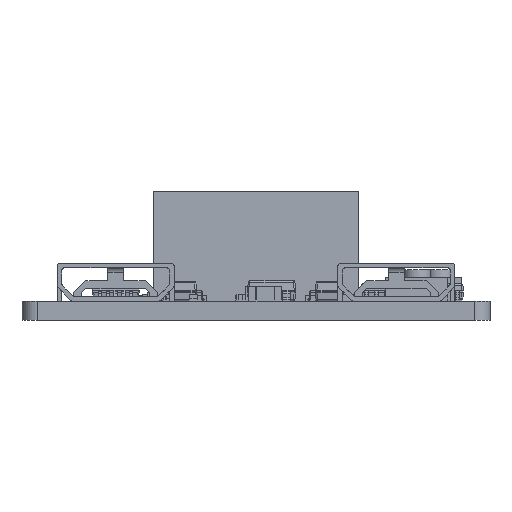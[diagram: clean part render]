
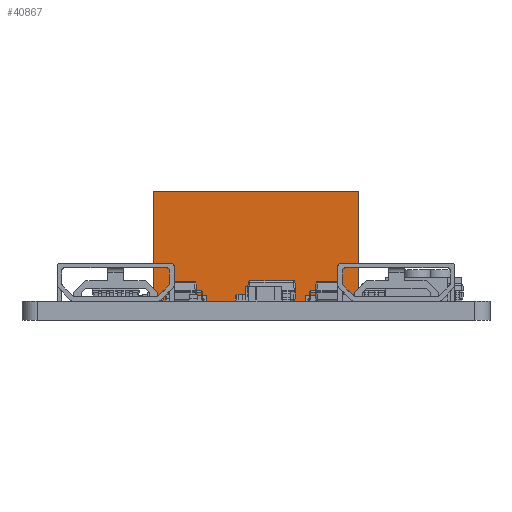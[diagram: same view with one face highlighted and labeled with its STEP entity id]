
A CAD part, left-side view. The second image highlights one B-rep face of the part: STEP entity #40867.
In plain terms, the highlighted face is planar.
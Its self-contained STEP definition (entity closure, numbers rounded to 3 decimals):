
#40019 = VERTEX_POINT('',#40020);
#40020 = CARTESIAN_POINT('',(-1.315,0.,-6.8));
#40028 = EDGE_CURVE('',#40029,#40019,#40031,.T.);
#40029 = VERTEX_POINT('',#40030);
#40030 = CARTESIAN_POINT('',(-1.315,0.33,-6.8));
#40031 = LINE('',#40032,#40033);
#40032 = CARTESIAN_POINT('',(-1.315,0.,-6.8));
#40033 = VECTOR('',#40034,1.);
#40034 = DIRECTION('',(0.,-1.,0.));
#40090 = VERTEX_POINT('',#40091);
#40091 = CARTESIAN_POINT('',(-0.685,0.,-6.8));
#40099 = VERTEX_POINT('',#40100);
#40100 = CARTESIAN_POINT('',(-0.685,0.33,-6.8));
#40106 = EDGE_CURVE('',#40090,#40099,#40107,.T.);
#40107 = LINE('',#40108,#40109);
#40108 = CARTESIAN_POINT('',(-0.685,0.,-6.8));
#40109 = VECTOR('',#40110,1.);
#40110 = DIRECTION('',(0.,1.,0.));
#40120 = EDGE_CURVE('',#40099,#40029,#40121,.T.);
#40121 = LINE('',#40122,#40123);
#40122 = CARTESIAN_POINT('',(2.775,0.33,-6.8));
#40123 = VECTOR('',#40124,1.);
#40124 = DIRECTION('',(-1.,0.,0.));
#40178 = VERTEX_POINT('',#40179);
#40179 = CARTESIAN_POINT('',(1.315,0.,-6.8));
#40187 = VERTEX_POINT('',#40188);
#40188 = CARTESIAN_POINT('',(1.315,0.33,-6.8));
#40194 = EDGE_CURVE('',#40178,#40187,#40195,.T.);
#40195 = LINE('',#40196,#40197);
#40196 = CARTESIAN_POINT('',(1.315,0.,-6.8));
#40197 = VECTOR('',#40198,1.);
#40198 = DIRECTION('',(0.,1.,0.));
#40209 = VERTEX_POINT('',#40210);
#40210 = CARTESIAN_POINT('',(0.685,0.,-6.8));
#40216 = EDGE_CURVE('',#40217,#40209,#40219,.T.);
#40217 = VERTEX_POINT('',#40218);
#40218 = CARTESIAN_POINT('',(0.685,0.33,-6.8));
#40219 = LINE('',#40220,#40221);
#40220 = CARTESIAN_POINT('',(0.685,0.,-6.8));
#40221 = VECTOR('',#40222,1.);
#40222 = DIRECTION('',(0.,-1.,0.));
#40240 = EDGE_CURVE('',#40187,#40217,#40241,.T.);
#40241 = LINE('',#40242,#40243);
#40242 = CARTESIAN_POINT('',(3.775,0.33,-6.8));
#40243 = VECTOR('',#40244,1.);
#40244 = DIRECTION('',(-1.,0.,0.));
#40257 = VERTEX_POINT('',#40258);
#40258 = CARTESIAN_POINT('',(-3.815,0.,-6.8));
#40266 = EDGE_CURVE('',#40267,#40257,#40269,.T.);
#40267 = VERTEX_POINT('',#40268);
#40268 = CARTESIAN_POINT('',(-3.815,0.33,-6.8));
#40269 = LINE('',#40270,#40271);
#40270 = CARTESIAN_POINT('',(-3.815,0.,-6.8));
#40271 = VECTOR('',#40272,1.);
#40272 = DIRECTION('',(0.,-1.,0.));
#40328 = VERTEX_POINT('',#40329);
#40329 = CARTESIAN_POINT('',(-3.185,0.,-6.8));
#40337 = VERTEX_POINT('',#40338);
#40338 = CARTESIAN_POINT('',(-3.185,0.33,-6.8));
#40344 = EDGE_CURVE('',#40328,#40337,#40345,.T.);
#40345 = LINE('',#40346,#40347);
#40346 = CARTESIAN_POINT('',(-3.185,0.,-6.8));
#40347 = VECTOR('',#40348,1.);
#40348 = DIRECTION('',(0.,1.,0.));
#40358 = EDGE_CURVE('',#40337,#40267,#40359,.T.);
#40359 = LINE('',#40360,#40361);
#40360 = CARTESIAN_POINT('',(1.525,0.33,-6.8));
#40361 = VECTOR('',#40362,1.);
#40362 = DIRECTION('',(-1.,0.,0.));
#40601 = VERTEX_POINT('',#40602);
#40602 = CARTESIAN_POINT('',(3.815,0.,-6.8));
#40610 = VERTEX_POINT('',#40611);
#40611 = CARTESIAN_POINT('',(3.815,0.33,-6.8));
#40617 = EDGE_CURVE('',#40601,#40610,#40618,.T.);
#40618 = LINE('',#40619,#40620);
#40619 = CARTESIAN_POINT('',(3.815,0.,-6.8));
#40620 = VECTOR('',#40621,1.);
#40621 = DIRECTION('',(0.,1.,0.));
#40632 = VERTEX_POINT('',#40633);
#40633 = CARTESIAN_POINT('',(3.185,0.,-6.8));
#40639 = EDGE_CURVE('',#40640,#40632,#40642,.T.);
#40640 = VERTEX_POINT('',#40641);
#40641 = CARTESIAN_POINT('',(3.185,0.33,-6.8));
#40642 = LINE('',#40643,#40644);
#40643 = CARTESIAN_POINT('',(3.185,0.,-6.8));
#40644 = VECTOR('',#40645,1.);
#40645 = DIRECTION('',(0.,-1.,0.));
#40663 = EDGE_CURVE('',#40610,#40640,#40664,.T.);
#40664 = LINE('',#40665,#40666);
#40665 = CARTESIAN_POINT('',(5.025,0.33,-6.8));
#40666 = VECTOR('',#40667,1.);
#40667 = DIRECTION('',(-1.,0.,0.));
#40768 = VERTEX_POINT('',#40769);
#40769 = CARTESIAN_POINT('',(-6.55,7.,-6.8));
#40775 = EDGE_CURVE('',#40776,#40768,#40778,.T.);
#40776 = VERTEX_POINT('',#40777);
#40777 = CARTESIAN_POINT('',(-6.55,0.,-6.8));
#40778 = LINE('',#40779,#40780);
#40779 = CARTESIAN_POINT('',(-6.55,0.,-6.8));
#40780 = VECTOR('',#40781,1.);
#40781 = DIRECTION('',(0.,1.,0.));
#40831 = VERTEX_POINT('',#40832);
#40832 = CARTESIAN_POINT('',(6.55,0.,-6.8));
#40838 = EDGE_CURVE('',#40831,#40839,#40841,.T.);
#40839 = VERTEX_POINT('',#40840);
#40840 = CARTESIAN_POINT('',(6.55,7.,-6.8));
#40841 = LINE('',#40842,#40843);
#40842 = CARTESIAN_POINT('',(6.55,0.,-6.8));
#40843 = VECTOR('',#40844,1.);
#40844 = DIRECTION('',(0.,1.,0.));
#40867 = ADVANCED_FACE('',(#40868),#40920,.T.);
#40868 = FACE_BOUND('',#40869,.T.);
#40869 = EDGE_LOOP('',(#40870,#40871,#40877,#40878,#40879,#40880,#40886,
    #40887,#40893,#40894,#40900,#40901,#40902,#40903,#40909,#40910,
    #40911,#40912,#40918,#40919));
#40870 = ORIENTED_EDGE('',*,*,#40028,.T.);
#40871 = ORIENTED_EDGE('',*,*,#40872,.F.);
#40872 = EDGE_CURVE('',#40328,#40019,#40873,.T.);
#40873 = LINE('',#40874,#40875);
#40874 = CARTESIAN_POINT('',(-6.55,0.,-6.8));
#40875 = VECTOR('',#40876,1.);
#40876 = DIRECTION('',(1.,0.,0.));
#40877 = ORIENTED_EDGE('',*,*,#40344,.T.);
#40878 = ORIENTED_EDGE('',*,*,#40358,.T.);
#40879 = ORIENTED_EDGE('',*,*,#40266,.T.);
#40880 = ORIENTED_EDGE('',*,*,#40881,.F.);
#40881 = EDGE_CURVE('',#40776,#40257,#40882,.T.);
#40882 = LINE('',#40883,#40884);
#40883 = CARTESIAN_POINT('',(-6.55,0.,-6.8));
#40884 = VECTOR('',#40885,1.);
#40885 = DIRECTION('',(1.,0.,0.));
#40886 = ORIENTED_EDGE('',*,*,#40775,.T.);
#40887 = ORIENTED_EDGE('',*,*,#40888,.F.);
#40888 = EDGE_CURVE('',#40839,#40768,#40889,.T.);
#40889 = LINE('',#40890,#40891);
#40890 = CARTESIAN_POINT('',(-6.55,7.,-6.8));
#40891 = VECTOR('',#40892,1.);
#40892 = DIRECTION('',(-1.,0.,0.));
#40893 = ORIENTED_EDGE('',*,*,#40838,.F.);
#40894 = ORIENTED_EDGE('',*,*,#40895,.F.);
#40895 = EDGE_CURVE('',#40601,#40831,#40896,.T.);
#40896 = LINE('',#40897,#40898);
#40897 = CARTESIAN_POINT('',(-6.55,0.,-6.8));
#40898 = VECTOR('',#40899,1.);
#40899 = DIRECTION('',(1.,0.,0.));
#40900 = ORIENTED_EDGE('',*,*,#40617,.T.);
#40901 = ORIENTED_EDGE('',*,*,#40663,.T.);
#40902 = ORIENTED_EDGE('',*,*,#40639,.T.);
#40903 = ORIENTED_EDGE('',*,*,#40904,.F.);
#40904 = EDGE_CURVE('',#40178,#40632,#40905,.T.);
#40905 = LINE('',#40906,#40907);
#40906 = CARTESIAN_POINT('',(-6.55,0.,-6.8));
#40907 = VECTOR('',#40908,1.);
#40908 = DIRECTION('',(1.,0.,0.));
#40909 = ORIENTED_EDGE('',*,*,#40194,.T.);
#40910 = ORIENTED_EDGE('',*,*,#40240,.T.);
#40911 = ORIENTED_EDGE('',*,*,#40216,.T.);
#40912 = ORIENTED_EDGE('',*,*,#40913,.F.);
#40913 = EDGE_CURVE('',#40090,#40209,#40914,.T.);
#40914 = LINE('',#40915,#40916);
#40915 = CARTESIAN_POINT('',(-6.55,0.,-6.8));
#40916 = VECTOR('',#40917,1.);
#40917 = DIRECTION('',(1.,0.,0.));
#40918 = ORIENTED_EDGE('',*,*,#40106,.T.);
#40919 = ORIENTED_EDGE('',*,*,#40120,.T.);
#40920 = PLANE('',#40921);
#40921 = AXIS2_PLACEMENT_3D('',#40922,#40923,#40924);
#40922 = CARTESIAN_POINT('',(6.55,0.,-6.8));
#40923 = DIRECTION('',(0.,0.,-1.));
#40924 = DIRECTION('',(-1.,0.,0.));
